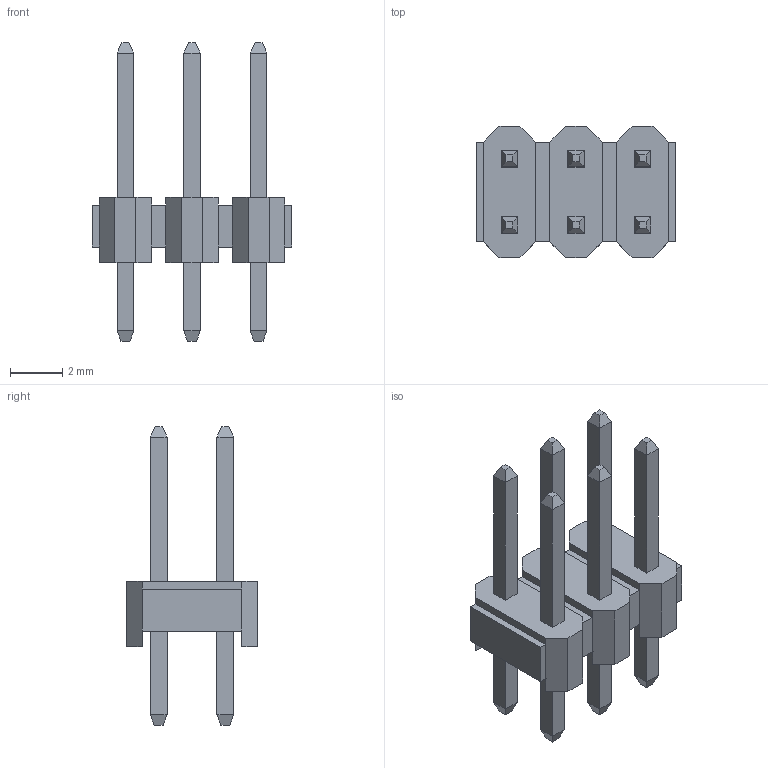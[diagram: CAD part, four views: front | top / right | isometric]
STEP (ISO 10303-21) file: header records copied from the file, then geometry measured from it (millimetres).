
FILE_DESCRIPTION (( 'STEP AP214' ), '1' );
FILE_NAME ('44E8FAFE-7609-456A-B24B-4B92265E7CD1.STEP', '2022-12-06T06:41:29', ( '' ), ( '' ), 'SwSTEP 2.0', 'SolidWorks 2022', '' );
FILE_SCHEMA (( 'AUTOMOTIVE_DESIGN' ));
Length unit declared in the file: millimetre
Products named in the file (1): 44E8FAFE-7609-456A-B24B-4B92265E7CD1
Bounding box: 7.62 x 5 x 11.4 mm (x, y, z)
Volume: 88.1 mm3; surface area: 278.3 mm2
Topology: 1 solids, 2 shells, 168 faces, 384 edges, 232 vertices
Faces by surface type: plane 168
Entity records: 6412 total; most frequent: CARTESIAN_POINT 785, ORIENTED_EDGE 768, DIRECTION 722, EDGE_CURVE 384, LINE 384, VECTOR 384, VERTEX_POINT 232, EDGE_LOOP 180
